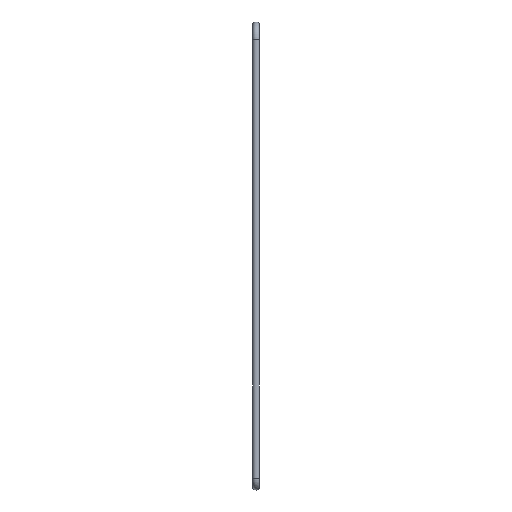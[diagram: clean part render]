
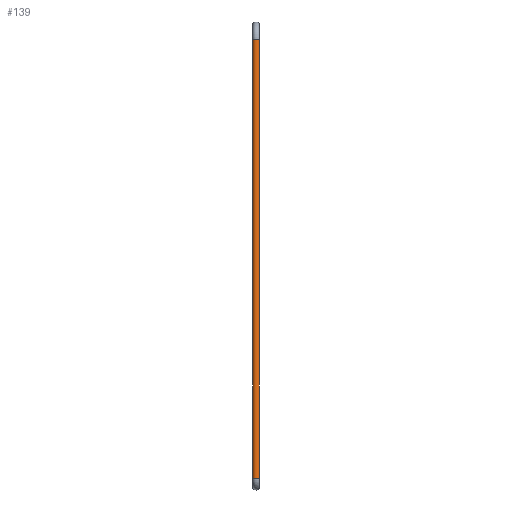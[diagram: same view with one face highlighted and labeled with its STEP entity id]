
A CAD part, left-side view. The second image highlights one B-rep face of the part: STEP entity #139.
In plain terms, the highlighted cylindrical face has radius 0.5 mm (diameter 1 mm), a full revolution.
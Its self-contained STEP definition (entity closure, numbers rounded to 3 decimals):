
#25=FACE_BOUND('',#52,.T.);
#36=FACE_OUTER_BOUND('',#51,.T.);
#51=EDGE_LOOP('',(#111));
#52=EDGE_LOOP('',(#112));
#73=CIRCLE('',#156,0.5);
#74=CIRCLE('',#158,0.5);
#85=VERTEX_POINT('',#236);
#86=VERTEX_POINT('',#239);
#97=EDGE_CURVE('',#85,#85,#73,.T.);
#98=EDGE_CURVE('',#86,#86,#74,.T.);
#111=ORIENTED_EDGE('',*,*,#98,.T.);
#112=ORIENTED_EDGE('',*,*,#97,.F.);
#132=CYLINDRICAL_SURFACE('',#157,0.5);
#139=ADVANCED_FACE('',(#36,#25),#132,.T.);
#156=AXIS2_PLACEMENT_3D('',#237,#187,#188);
#157=AXIS2_PLACEMENT_3D('',#238,#189,#190);
#158=AXIS2_PLACEMENT_3D('',#240,#191,#192);
#187=DIRECTION('center_axis',(0.,0.,
-1.));
#188=DIRECTION('ref_axis',(-1.,0.,0.));
#189=DIRECTION('center_axis',(0.,0.,
-1.));
#190=DIRECTION('ref_axis',(-1.,0.,0.));
#191=DIRECTION('center_axis',(0.,0.,
-1.));
#192=DIRECTION('ref_axis',(-1.,0.,0.));
#236=CARTESIAN_POINT('',(-1.309,0.,0.945));
#237=CARTESIAN_POINT('Origin',(-0.809,0.,0.945));
#238=CARTESIAN_POINT('Origin',(-0.809,0.,63.935));
#239=CARTESIAN_POINT('',(-1.309,0.,63.935));
#240=CARTESIAN_POINT('Origin',(-0.809,0.,63.935));
